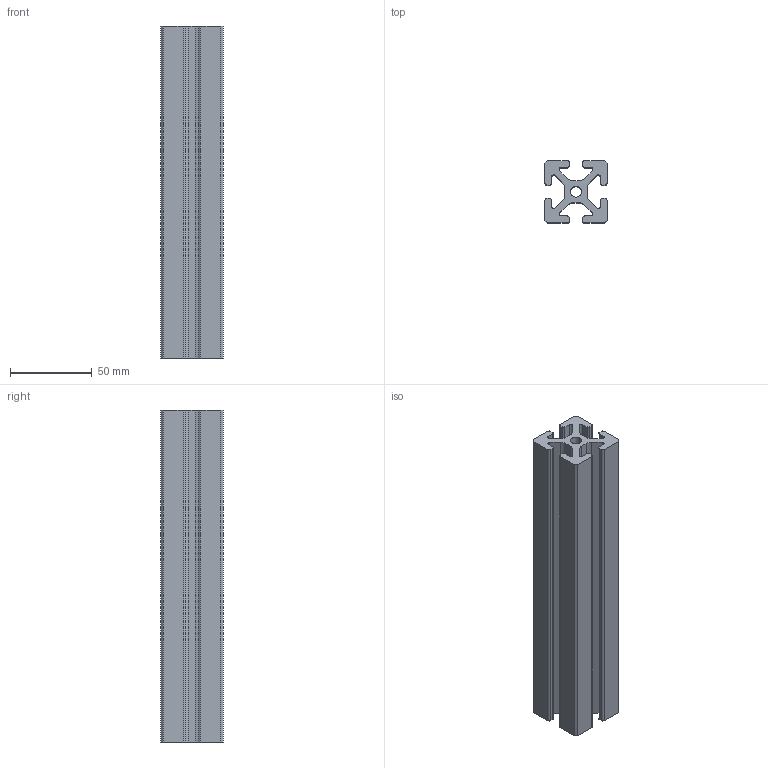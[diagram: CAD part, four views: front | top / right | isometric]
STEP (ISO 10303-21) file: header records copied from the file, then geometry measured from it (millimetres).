
FILE_DESCRIPTION (( 'STEP AP203' ), '1' );
FILE_NAME ('1515C.step', '2022-09-20T12:18:44', ( '' ), ( '' ), 'SwSTEP 2.0', 'SolidWorks 2021', '' );
FILE_SCHEMA (( 'CONFIG_CONTROL_DESIGN' ));
Length unit declared in the file: inch
Products named in the file (1): 1515C
Bounding box: 38.1 x 38.1 x 203.2 mm (x, y, z)
Volume: 157017.6 mm3; surface area: 67231.9 mm2
Topology: 1 solids, 1 shells, 92 faces, 270 edges, 180 vertices
Faces by surface type: plane 50, cylinder 42
Entity records: 3161 total; most frequent: CARTESIAN_POINT 543, DIRECTION 540, ORIENTED_EDGE 540, EDGE_CURVE 270, VECTOR 186, LINE 186, VERTEX_POINT 180, AXIS2_PLACEMENT_3D 177
